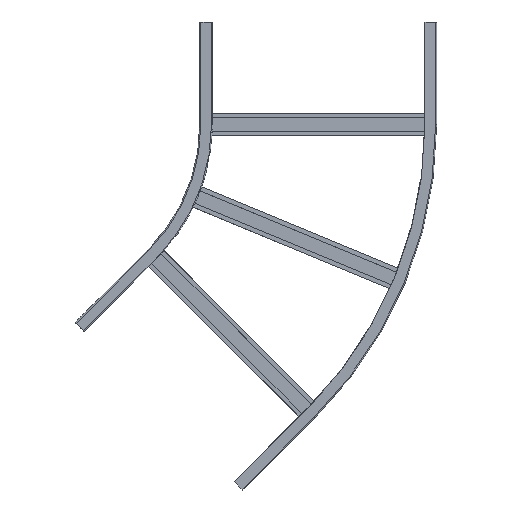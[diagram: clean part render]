
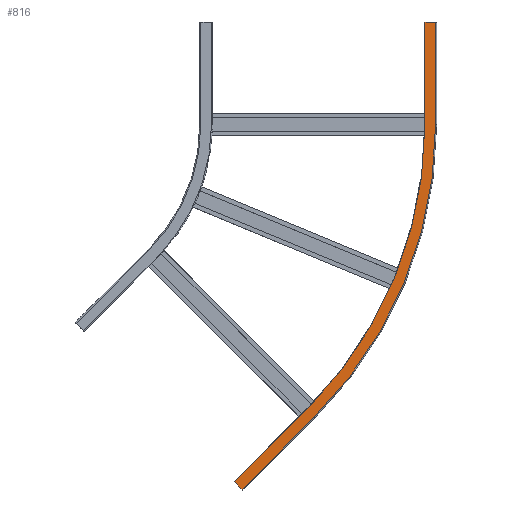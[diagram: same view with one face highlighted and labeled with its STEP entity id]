
A CAD part, front view. The second image highlights one B-rep face of the part: STEP entity #816.
In plain terms, the highlighted planar face has unit normal (0, -1, 0).
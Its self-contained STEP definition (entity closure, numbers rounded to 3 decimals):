
#16 = EDGE_CURVE ( 'NONE', #4631, #4636, #4495, .T. ) ;
#23 = EDGE_CURVE ( 'NONE', #4611, #4637, #4487, .T. ) ;
#33 = EDGE_CURVE ( 'NONE', #4611, #4634, #4471, .T. ) ;
#82 = EDGE_CURVE ( 'NONE', #4631, #4658, #4381, .T. ) ;
#83 = EDGE_CURVE ( 'NONE', #4634, #4658, #4380, .T. ) ;
#84 = EDGE_CURVE ( 'NONE', #4637, #4667, #4378, .T. ) ;
#85 = EDGE_CURVE ( 'NONE', #4667, #4670, #4376, .T. ) ;
#86 = EDGE_CURVE ( 'NONE', #4636, #4670, #4374, .T. ) ;
#816 = ADVANCED_FACE ( 'NONE', ( #1946 ), #4037, .T. ) ;
#1296 = ORIENTED_EDGE ( 'NONE', *, *, #83, .F. ) ;
#1297 = ORIENTED_EDGE ( 'NONE', *, *, #33, .F. ) ;
#1298 = ORIENTED_EDGE ( 'NONE', *, *, #23, .T. ) ;
#1299 = ORIENTED_EDGE ( 'NONE', *, *, #84, .T. ) ;
#1300 = ORIENTED_EDGE ( 'NONE', *, *, #85, .T. ) ;
#1301 = ORIENTED_EDGE ( 'NONE', *, *, #86, .F. ) ;
#1302 = ORIENTED_EDGE ( 'NONE', *, *, #16, .F. ) ;
#1303 = ORIENTED_EDGE ( 'NONE', *, *, #82, .T. ) ;
#1477 = EDGE_LOOP ( 'NONE', ( #1296, #1297, #1298, #1299, #1300, #1301, #1302, #1303 ) ) ;
#1946 = FACE_OUTER_BOUND ( 'NONE', #1477, .T. ) ;
#2510 = CARTESIAN_POINT ( 'NONE',  ( 380.2, -42.93, 0. ) ) ;
#2522 = CARTESIAN_POINT ( 'NONE',  ( 398.2, -42.93, 0. ) ) ;
#2566 = CARTESIAN_POINT ( 'NONE',  ( 58.645, -42.93, -776.304 ) ) ;
#2590 = CARTESIAN_POINT ( 'NONE',  ( 398.2, -42.93, -173. ) ) ;
#2591 = CARTESIAN_POINT ( 'NONE',  ( 380.2, -42.93, -173. ) ) ;
#2594 = CARTESIAN_POINT ( 'NONE',  ( 71.372, -42.93, -789.031 ) ) ;
#2597 = CARTESIAN_POINT ( 'NONE',  ( 180.974, -42.93, -653.974 ) ) ;
#2618 = CARTESIAN_POINT ( 'NONE',  ( 193.702, -42.93, -666.702 ) ) ;
#3193 = DIRECTION ( 'NONE',  ( -0.707, 0., -0.707 ) ) ;
#3211 = CARTESIAN_POINT ( 'NONE',  ( 193.702, -42.93, -666.702 ) ) ;
#3245 = DIRECTION ( 'NONE',  ( 0.707, 0., 0.707 ) ) ;
#3246 = DIRECTION ( 'NONE',  ( 0., -1., 0. ) ) ;
#3251 = CARTESIAN_POINT ( 'NONE',  ( -300., -42.93, -173. ) ) ;
#3305 = DIRECTION ( 'NONE',  ( 0.707, 0., 0.707 ) ) ;
#3306 = DIRECTION ( 'NONE',  ( 0., -1., 0. ) ) ;
#3308 = CARTESIAN_POINT ( 'NONE',  ( -300., -42.93, -173. ) ) ;
#3324 = DIRECTION ( 'NONE',  ( 0., 0., 1. ) ) ;
#3326 = CARTESIAN_POINT ( 'NONE',  ( 380.2, -42.93, -173. ) ) ;
#3327 = DIRECTION ( 'NONE',  ( -1., 0., 0. ) ) ;
#3328 = CARTESIAN_POINT ( 'NONE',  ( 398.2, -42.93, 0. ) ) ;
#3330 = DIRECTION ( 'NONE',  ( 0., 0., 1. ) ) ;
#3332 = CARTESIAN_POINT ( 'NONE',  ( 398.2, -42.93, -173. ) ) ;
#3334 = DIRECTION ( 'NONE',  ( -0.707, 0., 0.707 ) ) ;
#3335 = CARTESIAN_POINT ( 'NONE',  ( 71.372, -42.93, -789.031 ) ) ;
#3347 = CARTESIAN_POINT ( 'NONE',  ( 180.974, -42.93, -653.974 ) ) ;
#3354 = DIRECTION ( 'NONE',  ( -0.707, 0., -0.707 ) ) ;
#4032 = DIRECTION ( 'NONE',  ( 0.707, 0., 0.707 ) ) ;
#4034 = DIRECTION ( 'NONE',  ( 0., -1., 0. ) ) ;
#4037 = PLANE ( 'NONE',  #4289 ) ;
#4042 = CARTESIAN_POINT ( 'NONE',  ( 193.702, -42.93, -666.702 ) ) ;
#4193 = AXIS2_PLACEMENT_3D ( 'NONE', #3251, #3246, #3245 ) ;
#4201 = AXIS2_PLACEMENT_3D ( 'NONE', #3308, #3306, #3305 ) ;
#4289 = AXIS2_PLACEMENT_3D ( 'NONE', #4042, #4034, #4032 ) ;
#4371 = VECTOR ( 'NONE', #3324, 1000. ) ;
#4373 = VECTOR ( 'NONE', #3327, 1000. ) ;
#4374 = LINE ( 'NONE', #3326, #4371 ) ;
#4375 = VECTOR ( 'NONE', #3330, 1000. ) ;
#4376 = LINE ( 'NONE', #3328, #4373 ) ;
#4377 = VECTOR ( 'NONE', #3334, 1000. ) ;
#4378 = LINE ( 'NONE', #3332, #4375 ) ;
#4379 = VECTOR ( 'NONE', #3354, 1000. ) ;
#4380 = LINE ( 'NONE', #3335, #4377 ) ;
#4381 = LINE ( 'NONE', #3347, #4379 ) ;
#4464 = VECTOR ( 'NONE', #3193, 1000. ) ;
#4471 = LINE ( 'NONE', #3211, #4464 ) ;
#4487 = CIRCLE ( 'NONE', #4193, 698.2 ) ;
#4495 = CIRCLE ( 'NONE', #4201, 680.2 ) ;
#4611 = VERTEX_POINT ( 'NONE', #2618 ) ;
#4631 = VERTEX_POINT ( 'NONE', #2597 ) ;
#4634 = VERTEX_POINT ( 'NONE', #2594 ) ;
#4636 = VERTEX_POINT ( 'NONE', #2591 ) ;
#4637 = VERTEX_POINT ( 'NONE', #2590 ) ;
#4658 = VERTEX_POINT ( 'NONE', #2566 ) ;
#4667 = VERTEX_POINT ( 'NONE', #2522 ) ;
#4670 = VERTEX_POINT ( 'NONE', #2510 ) ;
